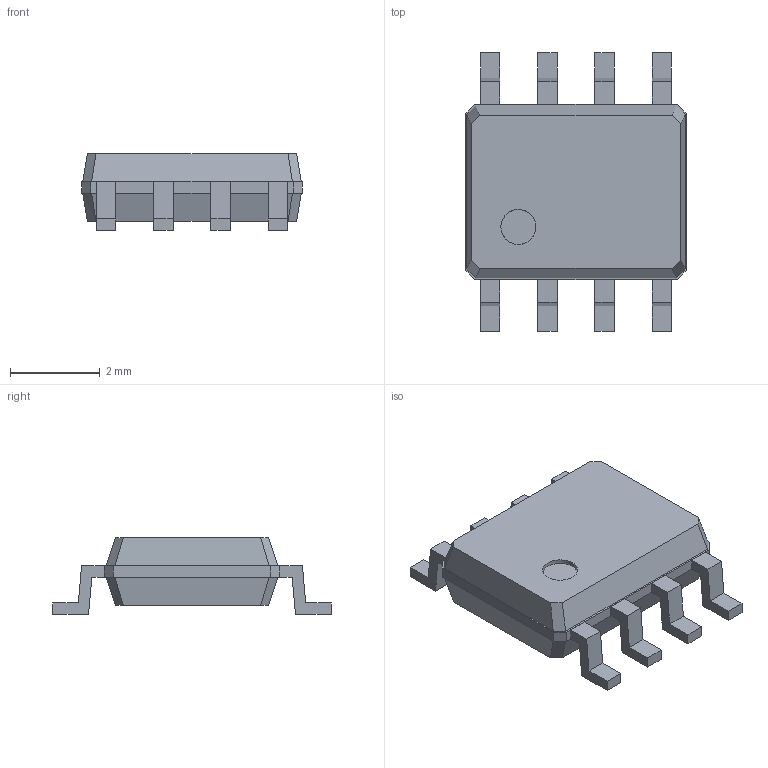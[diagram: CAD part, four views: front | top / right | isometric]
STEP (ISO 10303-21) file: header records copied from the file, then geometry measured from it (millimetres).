
FILE_DESCRIPTION(('FreeCAD Model'),'2;1');
FILE_NAME('Open CASCADE Shape Model','2025-01-20T13:47:07',(''),(''), 'Open CASCADE STEP processor 7.8','FreeCAD','Unknown');
FILE_SCHEMA(('AUTOMOTIVE_DESIGN { 1 0 10303 214 1 1 1 1 }'));
Length unit declared in the file: millimetre
Products named in the file (4): soic8; difference; Group; Group001
Assembly tree (3 placements, depth 2):
  soic8
    difference
    Group
    Group001
Bounding box: 4.9 x 6.2 x 1.7 mm (x, y, z)
Volume: 27.7 mm3; surface area: 80.7 mm2
Topology: 9 solids, 9 shells, 110 faces, 268 edges, 179 vertices
Faces by surface type: plane 99, bspline 10, cylinder 1
Full cylindrical faces by diameter (mm): 0.78 x1
Entity records: 3332 total; most frequent: CARTESIAN_POINT 704, ORIENTED_EDGE 536, DIRECTION 435, EDGE_CURVE 268, LINE 225, VECTOR 225, VERTEX_POINT 179, FACE_BOUND 113
